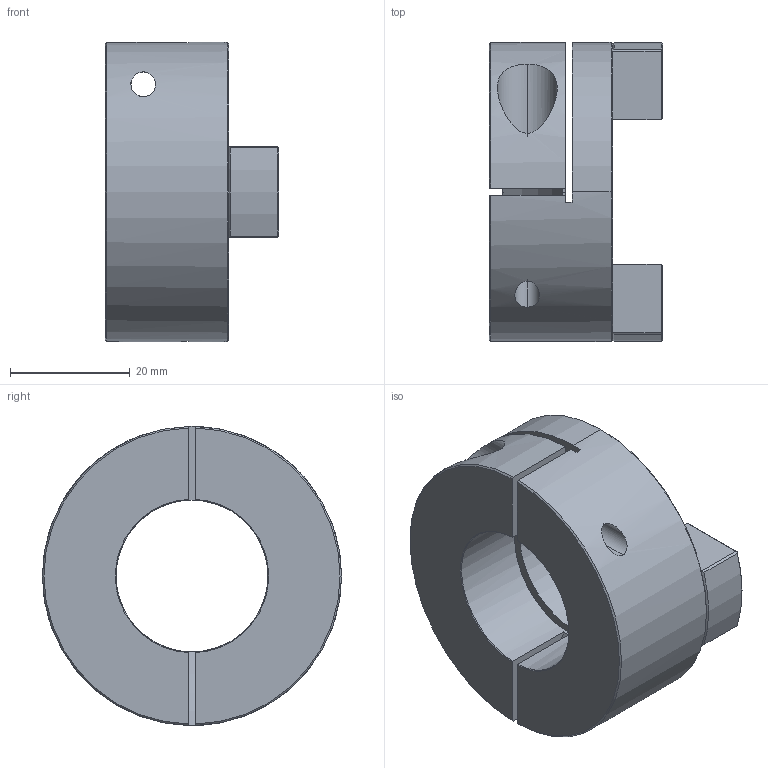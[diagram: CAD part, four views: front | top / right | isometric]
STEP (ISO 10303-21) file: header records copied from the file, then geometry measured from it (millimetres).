
FILE_DESCRIPTION (( 'STEP AP214' ), '1' );
FILE_NAME ('DC-DAC50-16.STEP', '2015-12-02T00:32:08', ( '' ), ( '' ), 'SwSTEP 2.0', 'SolidWorks 2015', '' );
FILE_SCHEMA (( 'AUTOMOTIVE_DESIGN' ));
Length unit declared in the file: millimetre
Products named in the file (1): DC-DAC50-16
Bounding box: 28.98 x 50 x 50 mm (x, y, z)
Surface area: 11133.8 mm2 (no closed solid volume)
Topology: 0 solids, 2 shells, 57 faces, 160 edges, 106 vertices
Faces by surface type: plane 29, cylinder 18, cone 10
Entity records: 2051 total; most frequent: CARTESIAN_POINT 560, ORIENTED_EDGE 316, DIRECTION 294, EDGE_CURVE 160, AXIS2_PLACEMENT_3D 114, VERTEX_POINT 106, LINE 66, VECTOR 66
